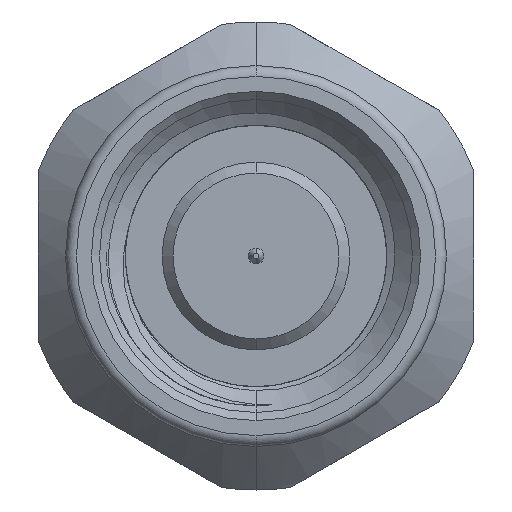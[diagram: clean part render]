
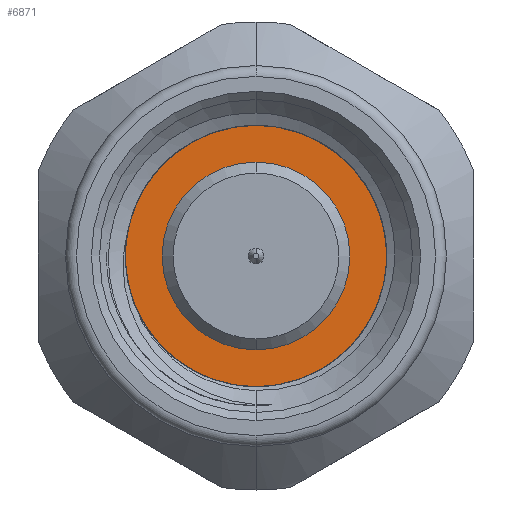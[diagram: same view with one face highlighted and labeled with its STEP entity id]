
A CAD part, left-side view. The second image highlights one B-rep face of the part: STEP entity #6871.
In plain terms, the highlighted planar face has unit normal (-1, 0, 0).
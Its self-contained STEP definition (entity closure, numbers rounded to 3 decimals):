
#65 = ORIENTED_EDGE ( 'NONE', *, *, #3353, .T. ) ;
#255 = ORIENTED_EDGE ( 'NONE', *, *, #6236, .F. ) ;
#344 = CIRCLE ( 'NONE', #5002, 3.25 ) ;
#710 = ORIENTED_EDGE ( 'NONE', *, *, #7578, .T. ) ;
#723 = EDGE_LOOP ( 'NONE', ( #65, #710 ) ) ;
#1013 = VERTEX_POINT ( 'NONE', #1024 ) ;
#1024 = CARTESIAN_POINT ( 'NONE',  ( -13.15, 0., 3.25 ) ) ;
#1057 = FACE_BOUND ( 'NONE', #723, .T. ) ;
#1246 = DIRECTION ( 'NONE',  ( 1., 0., 0. ) ) ;
#1488 = AXIS2_PLACEMENT_3D ( 'NONE', #7679, #2446, #4843 ) ;
#1558 = AXIS2_PLACEMENT_3D ( 'NONE', #4001, #2117, #6919 ) ;
#1709 = AXIS2_PLACEMENT_3D ( 'NONE', #4225, #1246, #5377 ) ;
#1951 = VERTEX_POINT ( 'NONE', #3060 ) ;
#2117 = DIRECTION ( 'NONE',  ( -1., 0., 0. ) ) ;
#2446 = DIRECTION ( 'NONE',  ( 1., 0., 0. ) ) ;
#2603 = CARTESIAN_POINT ( 'NONE',  ( -13.15, 0., 1.725 ) ) ;
#2659 = DIRECTION ( 'NONE',  ( 0., 0., -1. ) ) ;
#3060 = CARTESIAN_POINT ( 'NONE',  ( -13.15, 0., -3.25 ) ) ;
#3161 = EDGE_CURVE ( 'NONE', #1013, #1951, #344, .T. ) ;
#3245 = DIRECTION ( 'NONE',  ( 1., 0., 0. ) ) ;
#3353 = EDGE_CURVE ( 'NONE', #3610, #5830, #5251, .T. ) ;
#3610 = VERTEX_POINT ( 'NONE', #6320 ) ;
#3718 = AXIS2_PLACEMENT_3D ( 'NONE', #7682, #5790, #5246 ) ;
#3966 = PLANE ( 'NONE',  #1558 ) ;
#4001 = CARTESIAN_POINT ( 'NONE',  ( -13.15, -3.25, 0. ) ) ;
#4225 = CARTESIAN_POINT ( 'NONE',  ( -13.15, 0., 0. ) ) ;
#4518 = FACE_OUTER_BOUND ( 'NONE', #5837, .T. ) ;
#4843 = DIRECTION ( 'NONE',  ( 0., 0., -1. ) ) ;
#5002 = AXIS2_PLACEMENT_3D ( 'NONE', #6783, #3245, #2659 ) ;
#5246 = DIRECTION ( 'NONE',  ( 0., 0., -1. ) ) ;
#5251 = CIRCLE ( 'NONE', #1488, 1.725 ) ;
#5377 = DIRECTION ( 'NONE',  ( 0., 0., -1. ) ) ;
#5790 = DIRECTION ( 'NONE',  ( 1., 0., 0. ) ) ;
#5830 = VERTEX_POINT ( 'NONE', #2603 ) ;
#5837 = EDGE_LOOP ( 'NONE', ( #255, #6354 ) ) ;
#6236 = EDGE_CURVE ( 'NONE', #1951, #1013, #7370, .T. ) ;
#6320 = CARTESIAN_POINT ( 'NONE',  ( -13.15, 0., -1.725 ) ) ;
#6354 = ORIENTED_EDGE ( 'NONE', *, *, #3161, .F. ) ;
#6783 = CARTESIAN_POINT ( 'NONE',  ( -13.15, 0., 0. ) ) ;
#6871 = ADVANCED_FACE ( 'NONE', ( #4518, #1057 ), #3966, .T. ) ;
#6919 = DIRECTION ( 'NONE',  ( 0., 0., 1. ) ) ;
#7107 = CIRCLE ( 'NONE', #3718, 1.725 ) ;
#7370 = CIRCLE ( 'NONE', #1709, 3.25 ) ;
#7578 = EDGE_CURVE ( 'NONE', #5830, #3610, #7107, .T. ) ;
#7679 = CARTESIAN_POINT ( 'NONE',  ( -13.15, 0., 0. ) ) ;
#7682 = CARTESIAN_POINT ( 'NONE',  ( -13.15, 0., 0. ) ) ;
